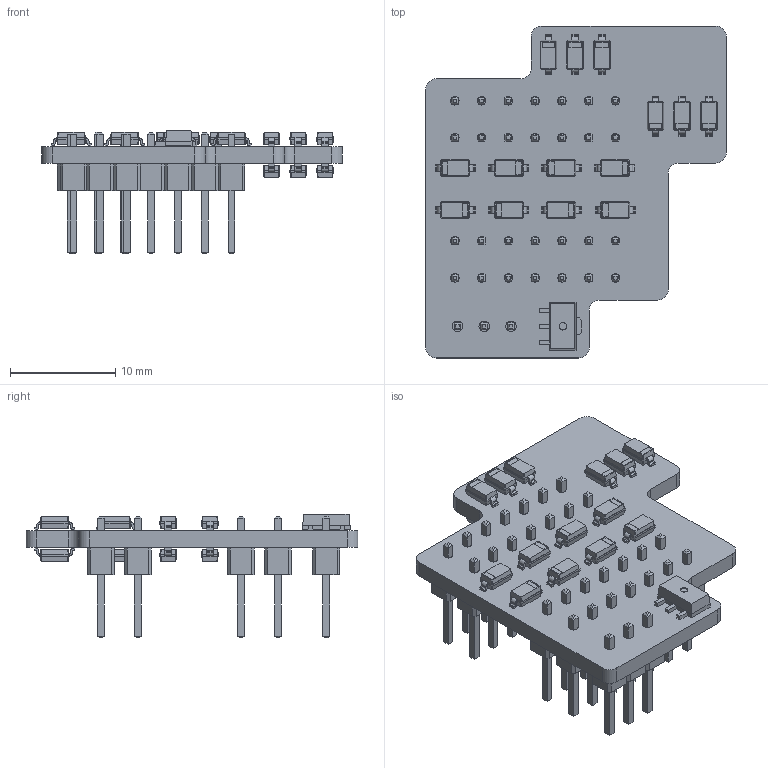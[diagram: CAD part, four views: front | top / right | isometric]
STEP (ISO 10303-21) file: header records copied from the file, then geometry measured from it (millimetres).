
FILE_DESCRIPTION(('KiCad electronic assembly'),'2;1');
FILE_NAME('DAN601 And uPA64H Adapter.step','2024-11-07T20:41:23',( 'Pcbnew'),('Kicad'),'Open CASCADE STEP processor 7.8', 'KiCad to STEP converter','Unknown');
FILE_SCHEMA(('AUTOMOTIVE_DESIGN { 1 0 10303 214 1 1 1 1 }'));
Length unit declared in the file: millimetre
Products named in the file (10): DAN601 And uPA64H Adapter 1; D_SOD-123; D_SOD_123; SOT-89-3; CQ assembly; PinHeader_1x07_P2.54mm_Vertical; PinHeader_1x07_P254mm_Vertical; PinHeader_1x03_P2.54mm_Vertical; PinHeader_1x03_P254mm_Vertical; DAN601 And uPA64H Adapter_PCB
Assembly tree (35 placements, depth 3):
  DAN601 And uPA64H Adapter 1
    D_SOD-123  x24
      D_SOD_123
    SOT-89-3
      CQ assembly
    PinHeader_1x07_P2.54mm_Vertical  x4
      PinHeader_1x07_P254mm_Vertical
    PinHeader_1x03_P2.54mm_Vertical
      PinHeader_1x03_P254mm_Vertical
    DAN601 And uPA64H Adapter_PCB
Bounding box: 28.5 x 31.5 x 11.76 mm (x, y, z)
Volume: 1846.3 mm3; surface area: 3809.1 mm2
Topology: 35 solids, 35 shells, 2467 faces, 5814 edges, 3504 vertices
Faces by surface type: plane 1609, bspline 624, cylinder 234
Full cylindrical faces by diameter (mm): 0.7 x1, 0.8 x28, 1 x3
Entity records: 14332 total; most frequent: CARTESIAN_POINT 2166, ORIENTED_EDGE 1980, DIRECTION 1898, EDGE_CURVE 990, LINE 858, VECTOR 858, VERTEX_POINT 620, AXIS2_PLACEMENT_3D 520
